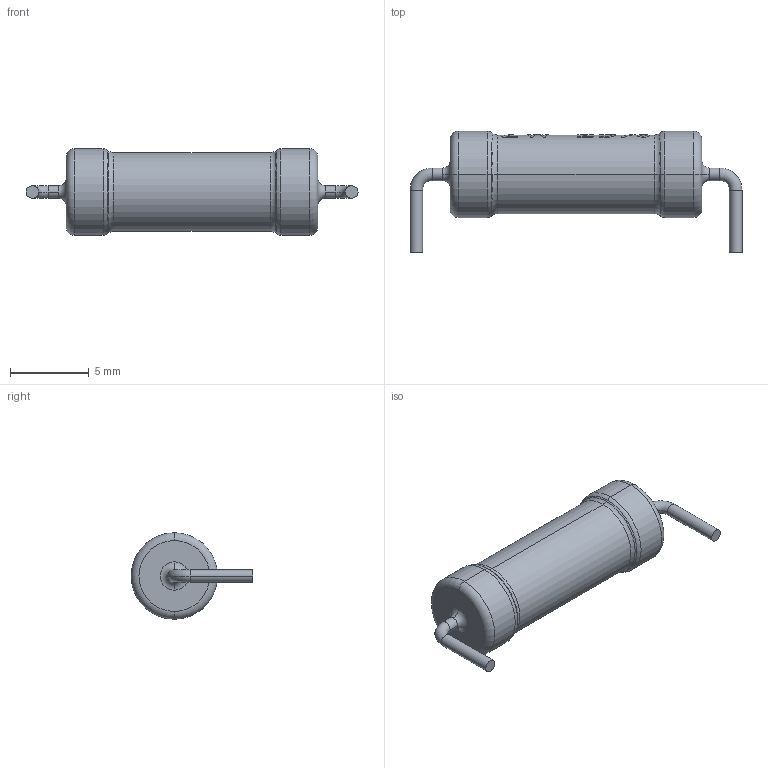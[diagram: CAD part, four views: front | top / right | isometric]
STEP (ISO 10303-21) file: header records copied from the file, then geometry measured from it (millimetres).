
FILE_DESCRIPTION (( 'STEP AP214' ), '1' );
FILE_NAME ('THD Resistor 2W 5% (800mil).STEP', '2023-01-29T09:56:43', ( '' ), ( '' ), 'SwSTEP 2.0', 'SolidWorks 2021', '' );
FILE_SCHEMA (( 'AUTOMOTIVE_DESIGN' ));
Length unit declared in the file: millimetre
Products named in the file (1): THD Resistor 2W 5% (800mil)
Bounding box: 21.12 x 7.75 x 5.5 mm (x, y, z)
Volume: 341.6 mm3; surface area: 335 mm2
Topology: 1 solids, 1 shells, 155 faces, 395 edges, 254 vertices
Faces by surface type: bspline 81, plane 26, cylinder 24, torus 20, cone 4
Entity records: 10938 total; most frequent: CARTESIAN_POINT 6136, ORIENTED_EDGE 790, EDGE_CURVE 395, DIRECTION 370, B_SPLINE_CURVE_WITH_KNOTS 259, VERTEX_POINT 254, EDGE_LOOP 167, AXIS2_PLACEMENT_3D 159
